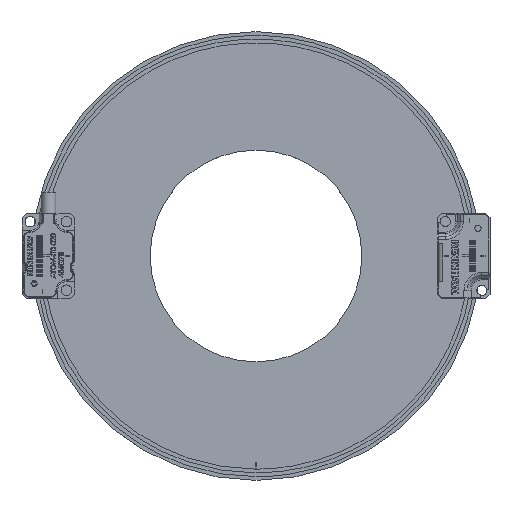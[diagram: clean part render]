
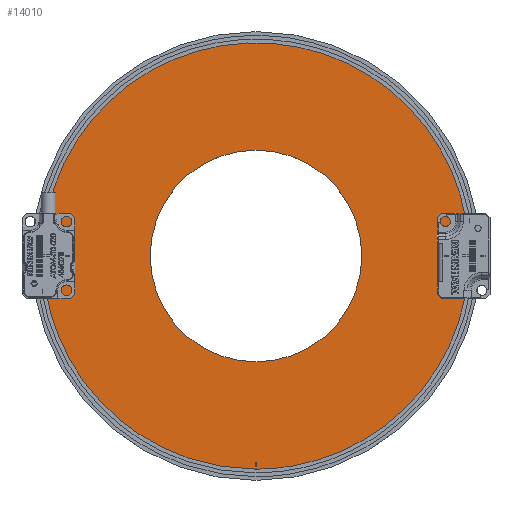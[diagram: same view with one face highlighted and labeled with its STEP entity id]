
A CAD part, top view. The second image highlights one B-rep face of the part: STEP entity #14010.
In plain terms, the highlighted planar face has unit normal (0, 0, 1).
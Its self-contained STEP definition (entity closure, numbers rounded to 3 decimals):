
#14010=ADVANCED_FACE('',(#19147,#19148),#16109,.T.);
#16109=PLANE('',#43207);
#17827=B_SPLINE_CURVE_WITH_KNOTS('',3,(#54983,#54984,#54985,#54986),.UNSPECIFIED.,
 .F.,.F.,(4,4),(0.,1.),.UNSPECIFIED.);
#17828=B_SPLINE_CURVE_WITH_KNOTS('',3,(#54988,#54989,#54990,#54991),.UNSPECIFIED.,
 .F.,.F.,(4,4),(0.,1.),.UNSPECIFIED.);
#17829=B_SPLINE_CURVE_WITH_KNOTS('',3,(#54993,#54994,#54995,#54996),.UNSPECIFIED.,
 .F.,.F.,(4,4),(0.,1.),.UNSPECIFIED.);
#17831=B_SPLINE_CURVE_WITH_KNOTS('',3,(#55048,#55049,#55050,#55051,#55052,
#55053,#55054,#55055,#55056,#55057,#55058,#55059,#55060,#55061,#55062,#55063,
#55064,#55065,#55066,#55067,#55068,#55069,#55070,#55071,#55072,#55073,#55074,
#55075,#55076,#55077,#55078,#55079,#55080,#55081),.UNSPECIFIED.,.F.,.F.,
(4,2,2,2,2,2,2,2,2,2,2,2,2,2,2,2,4),(0.,0.063,0.125,0.188,0.25,0.313,
0.375,0.438,0.5,0.563,0.625,0.688,0.75,0.813,0.875,0.938,1.),.UNSPECIFIED.);
#19147=FACE_BOUND('',#19395,.T.);
#19148=FACE_BOUND('',#19396,.T.);
#19395=EDGE_LOOP('',(#21672,#21673,#21674,#21675));
#19396=EDGE_LOOP('',(#21676));
#21672=ORIENTED_EDGE('',*,*,#36923,.F.);
#21673=ORIENTED_EDGE('',*,*,#36927,.F.);
#21674=ORIENTED_EDGE('',*,*,#36925,.F.);
#21675=ORIENTED_EDGE('',*,*,#36924,.F.);
#21676=ORIENTED_EDGE('',*,*,#36931,.F.);
#33124=VERTEX_POINT('',#54981);
#33125=VERTEX_POINT('',#54982);
#33126=VERTEX_POINT('',#54987);
#33127=VERTEX_POINT('',#54992);
#33132=VERTEX_POINT('',#55141);
#36923=EDGE_CURVE('',#33124,#33126,#17827,.T.);
#36924=EDGE_CURVE('',#33126,#33127,#17828,.T.);
#36925=EDGE_CURVE('',#33127,#33125,#17829,.T.);
#36927=EDGE_CURVE('',#33125,#33124,#17831,.T.);
#36931=EDGE_CURVE('',#33132,#33132,#42657,.T.);
#42657=CIRCLE('',#43204,25.45);
#43204=AXIS2_PLACEMENT_3D('',#55140,#45771,#45772);
#43207=AXIS2_PLACEMENT_3D('',#55144,#45777,#45778);
#45771=DIRECTION('',(0.,0.,1.));
#45772=DIRECTION('',(0.,-1.,0.));
#45777=DIRECTION('',(0.,0.,1.));
#45778=DIRECTION('',(1.,0.,0.));
#54981=CARTESIAN_POINT('',(0.175,-51.252,0.));
#54982=CARTESIAN_POINT('',(-0.175,-51.252,0.));
#54983=CARTESIAN_POINT('',(0.175,-51.252,0.));
#54984=CARTESIAN_POINT('',(0.175,-50.718,0.));
#54985=CARTESIAN_POINT('',(0.175,-50.185,0.));
#54986=CARTESIAN_POINT('',(0.175,-49.652,0.));
#54987=CARTESIAN_POINT('',(0.175,-49.652,0.));
#54988=CARTESIAN_POINT('',(0.175,-49.652,0.));
#54989=CARTESIAN_POINT('',(0.058,-49.652,0.));
#54990=CARTESIAN_POINT('',(-0.058,-49.652,0.));
#54991=CARTESIAN_POINT('',(-0.175,-49.652,0.));
#54992=CARTESIAN_POINT('',(-0.175,-49.652,0.));
#54993=CARTESIAN_POINT('',(-0.175,-49.652,0.));
#54994=CARTESIAN_POINT('',(-0.175,-50.185,0.));
#54995=CARTESIAN_POINT('',(-0.175,-50.718,0.));
#54996=CARTESIAN_POINT('',(-0.175,-51.252,0.));
#55048=CARTESIAN_POINT('',(-0.175,-51.252,0.));
#55049=CARTESIAN_POINT('',(-6.896,-51.229,0.));
#55050=CARTESIAN_POINT('',(-13.553,-49.882,0.));
#55051=CARTESIAN_POINT('',(-25.956,-44.702,0.));
#55052=CARTESIAN_POINT('',(-31.593,-40.912,0.));
#55053=CARTESIAN_POINT('',(-41.074,-31.383,0.));
#55054=CARTESIAN_POINT('',(-44.833,-25.727,0.));
#55055=CARTESIAN_POINT('',(-49.951,-13.297,0.));
#55056=CARTESIAN_POINT('',(-51.263,-6.634,0.));
#55057=CARTESIAN_POINT('',(-51.241,6.809,0.));
#55058=CARTESIAN_POINT('',(-49.906,13.467,0.));
#55059=CARTESIAN_POINT('',(-44.745,25.881,0.));
#55060=CARTESIAN_POINT('',(-40.967,31.522,0.));
#55061=CARTESIAN_POINT('',(-31.453,41.021,0.));
#55062=CARTESIAN_POINT('',(-25.805,44.789,0.));
#55063=CARTESIAN_POINT('',(-13.381,49.929,0.));
#55064=CARTESIAN_POINT('',(-6.724,51.252,0.));
#55065=CARTESIAN_POINT('',(6.724,51.252,0.));
#55066=CARTESIAN_POINT('',(13.38,49.929,0.));
#55067=CARTESIAN_POINT('',(25.806,44.789,0.));
#55068=CARTESIAN_POINT('',(31.451,41.022,0.));
#55069=CARTESIAN_POINT('',(40.968,31.521,0.));
#55070=CARTESIAN_POINT('',(44.745,25.882,0.));
#55071=CARTESIAN_POINT('',(49.906,13.466,0.));
#55072=CARTESIAN_POINT('',(51.24,6.811,0.));
#55073=CARTESIAN_POINT('',(51.263,-6.636,0.));
#55074=CARTESIAN_POINT('',(49.952,-13.296,0.));
#55075=CARTESIAN_POINT('',(44.833,-25.729,0.));
#55076=CARTESIAN_POINT('',(41.075,-31.382,0.));
#55077=CARTESIAN_POINT('',(31.592,-40.913,0.));
#55078=CARTESIAN_POINT('',(25.958,-44.701,0.));
#55079=CARTESIAN_POINT('',(13.552,-49.883,0.));
#55080=CARTESIAN_POINT('',(6.896,-51.229,0.));
#55081=CARTESIAN_POINT('',(0.175,-51.252,0.));
#55140=CARTESIAN_POINT('',(0.,0.,0.));
#55141=CARTESIAN_POINT('',(0.,-25.45,0.));
#55144=CARTESIAN_POINT('',(0.,0.,0.));
